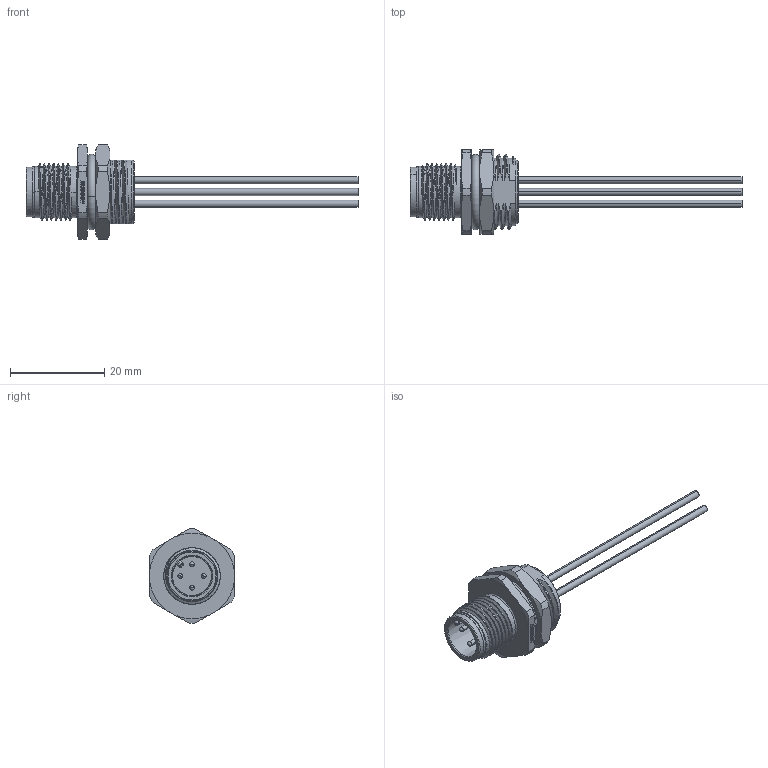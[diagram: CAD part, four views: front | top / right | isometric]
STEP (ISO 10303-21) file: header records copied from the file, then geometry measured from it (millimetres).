
FILE_DESCRIPTION((''),'2;1');
FILE_NAME('SD-M12A-04P-MM-SH8B50-00AH','2020-08-26T15:06:38',('Administrator'),(''),'CREO PARAMETRIC BY PTC INC, 2018050','CREO PARAMETRIC BY PTC INC, 2018050','');
FILE_SCHEMA(('CONFIG_CONTROL_DESIGN'));
Length unit declared in the file: millimetre
Products named in the file (1): SD-M12A-04P-MM-SH8B50-00AH
Bounding box: 70.5 x 18 x 20 mm (x, y, z)
Volume: 3471.3 mm3; surface area: 4418.7 mm2
Topology: 1 solids, 3 shells, 798 faces, 2352 edges, 1571 vertices
Faces by surface type: plane 613, cylinder 85, bspline 30, cone 30, torus 28, sphere 8, extrusion 4
Entity records: 31512 total; most frequent: CARTESIAN_POINT 10627, ORIENTED_EDGE 4688, DIRECTION 3808, EDGE_CURVE 2344, VECTOR 1832, LINE 1828, VERTEX_POINT 1571, AXIS2_PLACEMENT_3D 988
